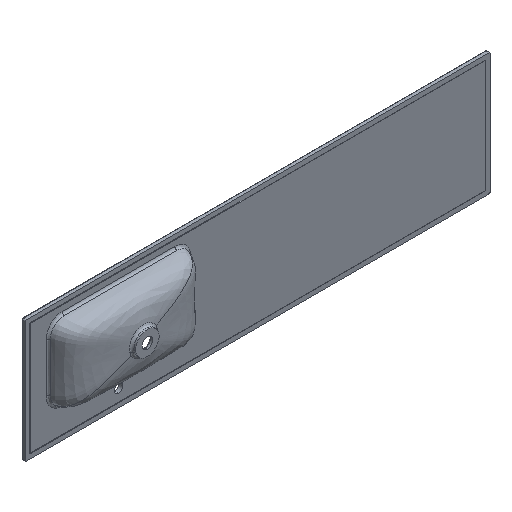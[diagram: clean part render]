
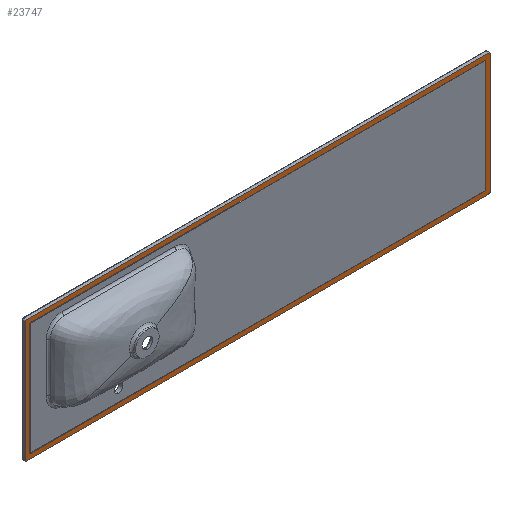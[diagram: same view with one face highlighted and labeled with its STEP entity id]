
A CAD part, isometric view. The second image highlights one B-rep face of the part: STEP entity #23747.
In plain terms, the highlighted planar face has unit normal (0, -1, 0).
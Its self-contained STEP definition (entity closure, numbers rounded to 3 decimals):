
#68 = CARTESIAN_POINT ( 'NONE',  ( 1500.627, -14., -230.627 ) ) ;
#78 = CARTESIAN_POINT ( 'NONE',  ( 1500.627, -14., 230.627 ) ) ;
#1061 =( BOUNDED_CURVE ( )  B_SPLINE_CURVE ( 3, ( #12521, #27450, #5441, #8009 ),
 .UNSPECIFIED., .F., .F. ) 
 B_SPLINE_CURVE_WITH_KNOTS ( ( 4, 4 ),
 ( 2.357, 3.926 ),
 .UNSPECIFIED. ) 
 CURVE ( )  GEOMETRIC_REPRESENTATION_ITEM ( )  RATIONAL_B_SPLINE_CURVE ( ( 1., 0.805, 0.805, 1. ) ) 
 REPRESENTATION_ITEM ( '' )  );
#2285 = CARTESIAN_POINT ( 'NONE',  ( 1519.999, -14., -246.001 ) ) ;
#2332 = DIRECTION ( 'NONE',  ( 0., 0., -1. ) ) ;
#2684 = CARTESIAN_POINT ( 'NONE',  ( 1519.999, -14., -248.344 ) ) ;
#2922 = CARTESIAN_POINT ( 'NONE',  ( 1500.627, -14., 230.627 ) ) ;
#4488 = EDGE_CURVE ( 'NONE', #4875, #11800, #5100, .T. ) ;
#4568 = ORIENTED_EDGE ( 'NONE', *, *, #9778, .T. ) ;
#4637 = CARTESIAN_POINT ( 'NONE',  ( 1516.001, -14., -249.999 ) ) ;
#4702 = EDGE_CURVE ( 'NONE', #5379, #26049, #7514, .T. ) ;
#4742 = CARTESIAN_POINT ( 'NONE',  ( 1519.999, -14., 249.51 ) ) ;
#4875 = VERTEX_POINT ( 'NONE', #4637 ) ;
#5100 = LINE ( 'NONE', #26479, #8031 ) ;
#5379 = VERTEX_POINT ( 'NONE', #11830 ) ;
#5399 = CARTESIAN_POINT ( 'NONE',  ( 1519.999, -14., -246.001 ) ) ;
#5441 = CARTESIAN_POINT ( 'NONE',  ( 1519.999, -14., 248.344 ) ) ;
#6133 = ORIENTED_EDGE ( 'NONE', *, *, #24542, .T. ) ;
#6346 = DIRECTION ( 'NONE',  ( 0., 0., 1. ) ) ;
#6503 = VECTOR ( 'NONE', #24233, 1000. ) ;
#6826 = LINE ( 'NONE', #14377, #20816 ) ;
#6975 = VERTEX_POINT ( 'NONE', #18558 ) ;
#7514 = LINE ( 'NONE', #17318, #6503 ) ;
#8009 = CARTESIAN_POINT ( 'NONE',  ( 1519.999, -14., 246.001 ) ) ;
#8031 = VECTOR ( 'NONE', #9926, 1000. ) ;
#8207 = CARTESIAN_POINT ( 'NONE',  ( -376.001, -14., -249.999 ) ) ;
#8760 = CARTESIAN_POINT ( 'NONE',  ( -360.627, -14., 230.627 ) ) ;
#8950 = VERTEX_POINT ( 'NONE', #29496 ) ;
#9347 = ORIENTED_EDGE ( 'NONE', *, *, #29211, .F. ) ;
#9737 = ORIENTED_EDGE ( 'NONE', *, *, #12321, .T. ) ;
#9778 = EDGE_CURVE ( 'NONE', #30707, #31547, #11174, .T. ) ;
#9926 = DIRECTION ( 'NONE',  ( -1., 0., 0. ) ) ;
#10683 = CARTESIAN_POINT ( 'NONE',  ( -379.999, -14., 246.001 ) ) ;
#10783 = EDGE_CURVE ( 'NONE', #8950, #5379, #15606, .T. ) ;
#10794 = EDGE_LOOP ( 'NONE', ( #9737, #6133, #4568, #22999 ) ) ;
#11016 = CARTESIAN_POINT ( 'NONE',  ( 1500.627, -14., -230.627 ) ) ;
#11174 = LINE ( 'NONE', #8760, #29045 ) ;
#11800 = VERTEX_POINT ( 'NONE', #14059 ) ;
#11830 = CARTESIAN_POINT ( 'NONE',  ( -376.001, -14., 249.999 ) ) ;
#11960 = EDGE_CURVE ( 'NONE', #6975, #8950, #6826, .T. ) ;
#11965 =( BOUNDED_CURVE ( )  B_SPLINE_CURVE ( 3, ( #8207, #17853, #30373, #20102 ),
 .UNSPECIFIED., .F., .F. ) 
 B_SPLINE_CURVE_WITH_KNOTS ( ( 4, 4 ),
 ( 5.498, 7.068 ),
 .UNSPECIFIED. ) 
 CURVE ( )  GEOMETRIC_REPRESENTATION_ITEM ( )  RATIONAL_B_SPLINE_CURVE ( ( 1., 0.805, 0.805, 1. ) ) 
 REPRESENTATION_ITEM ( '' )  );
#12130 = CARTESIAN_POINT ( 'NONE',  ( 1516.001, -14., 249.999 ) ) ;
#12321 = EDGE_CURVE ( 'NONE', #21317, #16344, #17569, .T. ) ;
#12521 = CARTESIAN_POINT ( 'NONE',  ( 1516.001, -14., 249.999 ) ) ;
#12892 = ORIENTED_EDGE ( 'NONE', *, *, #11960, .F. ) ;
#13078 = DIRECTION ( 'NONE',  ( 0., 0., -1. ) ) ;
#13249 = ORIENTED_EDGE ( 'NONE', *, *, #27646, .F. ) ;
#14059 = CARTESIAN_POINT ( 'NONE',  ( -376.001, -14., -249.999 ) ) ;
#14377 = CARTESIAN_POINT ( 'NONE',  ( -379.999, -14., -427.254 ) ) ;
#14721 = VERTEX_POINT ( 'NONE', #2285 ) ;
#14851 = DIRECTION ( 'NONE',  ( 1., 0., 0. ) ) ;
#15332 = FACE_OUTER_BOUND ( 'NONE', #23569, .T. ) ;
#15340 = ORIENTED_EDGE ( 'NONE', *, *, #10783, .F. ) ;
#15606 =( BOUNDED_CURVE ( )  B_SPLINE_CURVE ( 3, ( #10683, #30278, #15824, #23050 ),
 .UNSPECIFIED., .F., .F. ) 
 B_SPLINE_CURVE_WITH_KNOTS ( ( 4, 4 ),
 ( 2.357, 3.926 ),
 .UNSPECIFIED. ) 
 CURVE ( )  GEOMETRIC_REPRESENTATION_ITEM ( )  RATIONAL_B_SPLINE_CURVE ( ( 1., 0.805, 0.805, 1. ) ) 
 REPRESENTATION_ITEM ( '' )  );
#15616 = VERTEX_POINT ( 'NONE', #18479 ) ;
#15824 = CARTESIAN_POINT ( 'NONE',  ( -378.344, -14., 249.999 ) ) ;
#15867 = EDGE_CURVE ( 'NONE', #14721, #4875, #19740, .T. ) ;
#16344 = VERTEX_POINT ( 'NONE', #11016 ) ;
#17318 = CARTESIAN_POINT ( 'NONE',  ( -1519.51, -14., 249.999 ) ) ;
#17569 = LINE ( 'NONE', #68, #24915 ) ;
#17853 = CARTESIAN_POINT ( 'NONE',  ( -378.344, -14., -249.999 ) ) ;
#18055 = FACE_BOUND ( 'NONE', #10794, .T. ) ;
#18202 = CARTESIAN_POINT ( 'NONE',  ( -360.627, -14., -230.627 ) ) ;
#18479 = CARTESIAN_POINT ( 'NONE',  ( 1519.999, -14., 246.001 ) ) ;
#18558 = CARTESIAN_POINT ( 'NONE',  ( -379.999, -14., -246.001 ) ) ;
#19740 =( BOUNDED_CURVE ( )  B_SPLINE_CURVE ( 3, ( #5399, #2684, #22589, #20178 ),
 .UNSPECIFIED., .F., .F. ) 
 B_SPLINE_CURVE_WITH_KNOTS ( ( 4, 4 ),
 ( 2.357, 3.926 ),
 .UNSPECIFIED. ) 
 CURVE ( )  GEOMETRIC_REPRESENTATION_ITEM ( )  RATIONAL_B_SPLINE_CURVE ( ( 1., 0.805, 0.805, 1. ) ) 
 REPRESENTATION_ITEM ( '' )  );
#20102 = CARTESIAN_POINT ( 'NONE',  ( -379.999, -14., -246.001 ) ) ;
#20178 = CARTESIAN_POINT ( 'NONE',  ( 1516.001, -14., -249.999 ) ) ;
#20816 = VECTOR ( 'NONE', #26099, 1000. ) ;
#21317 = VERTEX_POINT ( 'NONE', #2922 ) ;
#21426 = LINE ( 'NONE', #24310, #27689 ) ;
#22052 = CARTESIAN_POINT ( 'NONE',  ( -360.627, -14., 230.627 ) ) ;
#22508 = VECTOR ( 'NONE', #2332, 1000. ) ;
#22561 = PLANE ( 'NONE',  #23008 ) ;
#22589 = CARTESIAN_POINT ( 'NONE',  ( 1518.344, -14., -249.999 ) ) ;
#22720 = DIRECTION ( 'NONE',  ( 0., -1., 0. ) ) ;
#22999 = ORIENTED_EDGE ( 'NONE', *, *, #25903, .T. ) ;
#23008 = AXIS2_PLACEMENT_3D ( 'NONE', #24969, #22720, #13078 ) ;
#23050 = CARTESIAN_POINT ( 'NONE',  ( -376.001, -14., 249.999 ) ) ;
#23161 = ORIENTED_EDGE ( 'NONE', *, *, #4488, .F. ) ;
#23569 = EDGE_LOOP ( 'NONE', ( #27079, #13249, #9347, #24164, #15340, #12892, #28936, #23161 ) ) ;
#23747 = ADVANCED_FACE ( 'NONE', ( #15332, #18055 ), #22561, .T. ) ;
#24164 = ORIENTED_EDGE ( 'NONE', *, *, #4702, .F. ) ;
#24233 = DIRECTION ( 'NONE',  ( 1., 0., 0. ) ) ;
#24310 = CARTESIAN_POINT ( 'NONE',  ( -360.627, -14., -230.627 ) ) ;
#24484 = DIRECTION ( 'NONE',  ( 0., 0., -1. ) ) ;
#24542 = EDGE_CURVE ( 'NONE', #16344, #30707, #21426, .T. ) ;
#24915 = VECTOR ( 'NONE', #24484, 1000. ) ;
#24969 = CARTESIAN_POINT ( 'NONE',  ( 0., -14., 0. ) ) ;
#25903 = EDGE_CURVE ( 'NONE', #31547, #21317, #29463, .T. ) ;
#26049 = VERTEX_POINT ( 'NONE', #12130 ) ;
#26099 = DIRECTION ( 'NONE',  ( 0., 0., 1. ) ) ;
#26479 = CARTESIAN_POINT ( 'NONE',  ( -1519.51, -14., -249.999 ) ) ;
#26746 = LINE ( 'NONE', #4742, #22508 ) ;
#27029 = DIRECTION ( 'NONE',  ( -1., 0., 0. ) ) ;
#27079 = ORIENTED_EDGE ( 'NONE', *, *, #15867, .F. ) ;
#27450 = CARTESIAN_POINT ( 'NONE',  ( 1518.344, -14., 249.999 ) ) ;
#27646 = EDGE_CURVE ( 'NONE', #15616, #14721, #26746, .T. ) ;
#27689 = VECTOR ( 'NONE', #27029, 1000. ) ;
#28936 = ORIENTED_EDGE ( 'NONE', *, *, #31791, .F. ) ;
#29045 = VECTOR ( 'NONE', #6346, 1000. ) ;
#29211 = EDGE_CURVE ( 'NONE', #26049, #15616, #1061, .T. ) ;
#29233 = VECTOR ( 'NONE', #14851, 1000. ) ;
#29463 = LINE ( 'NONE', #78, #29233 ) ;
#29496 = CARTESIAN_POINT ( 'NONE',  ( -379.999, -14., 246.001 ) ) ;
#30278 = CARTESIAN_POINT ( 'NONE',  ( -379.999, -14., 248.344 ) ) ;
#30373 = CARTESIAN_POINT ( 'NONE',  ( -379.999, -14., -248.344 ) ) ;
#30707 = VERTEX_POINT ( 'NONE', #18202 ) ;
#31547 = VERTEX_POINT ( 'NONE', #22052 ) ;
#31791 = EDGE_CURVE ( 'NONE', #11800, #6975, #11965, .T. ) ;
